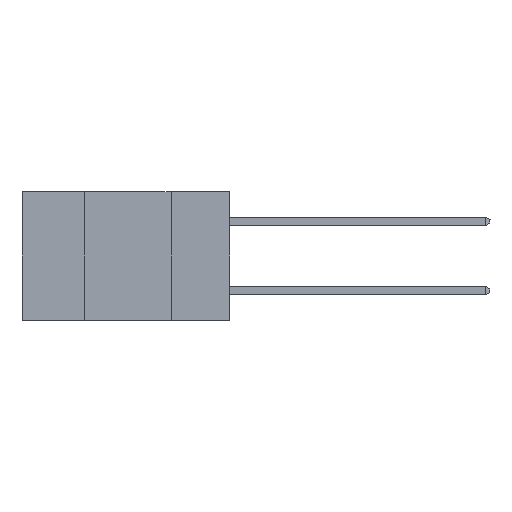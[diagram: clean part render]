
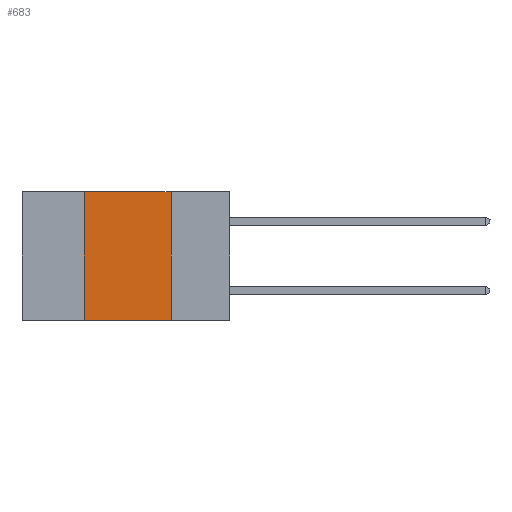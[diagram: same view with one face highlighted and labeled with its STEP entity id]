
A CAD part, left-side view. The second image highlights one B-rep face of the part: STEP entity #683.
In plain terms, the highlighted planar face has unit normal (-1, 0, 0).
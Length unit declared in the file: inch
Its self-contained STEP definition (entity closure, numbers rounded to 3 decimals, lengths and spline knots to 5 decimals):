
#683 = ADVANCED_FACE ( 'NONE', ( #14530 ), #31904, .F. ) ;
#2066 = AXIS2_PLACEMENT_3D ( 'NONE', #16134, #6980, #3758 ) ;
#2681 = CARTESIAN_POINT ( 'NONE',  ( 0., 0.42, -0.37 ) ) ;
#2682 = CARTESIAN_POINT ( 'NONE',  ( 0., 0.42, 0. ) ) ;
#2925 = EDGE_LOOP ( 'NONE', ( #30702, #11901, #13091, #28579 ) ) ;
#3758 = DIRECTION ( 'NONE',  ( 0., 0., -1. ) ) ;
#6201 = DIRECTION ( 'NONE',  ( 0., -1., 0. ) ) ;
#6980 = DIRECTION ( 'NONE',  ( 1., 0., 0. ) ) ;
#9904 = CARTESIAN_POINT ( 'NONE',  ( 0., 0.17, 0. ) ) ;
#11381 = VECTOR ( 'NONE', #6201, 39.37008 ) ;
#11901 = ORIENTED_EDGE ( 'NONE', *, *, #25730, .F. ) ;
#12451 = CARTESIAN_POINT ( 'NONE',  ( 0., 0.6, -0.37 ) ) ;
#13091 = ORIENTED_EDGE ( 'NONE', *, *, #13137, .F. ) ;
#13137 = EDGE_CURVE ( 'NONE', #16656, #22221, #19478, .T. ) ;
#13505 = EDGE_CURVE ( 'NONE', #31216, #19626, #15103, .T. ) ;
#14438 = CARTESIAN_POINT ( 'NONE',  ( 0., 0.42, 0. ) ) ;
#14530 = FACE_OUTER_BOUND ( 'NONE', #2925, .T. ) ;
#15103 = LINE ( 'NONE', #29047, #27663 ) ;
#15275 = VECTOR ( 'NONE', #30014, 39.37008 ) ;
#16134 = CARTESIAN_POINT ( 'NONE',  ( 0., 0.6, 0. ) ) ;
#16406 = CARTESIAN_POINT ( 'NONE',  ( 0., 0.6, 0. ) ) ;
#16656 = VERTEX_POINT ( 'NONE', #2681 ) ;
#18126 = LINE ( 'NONE', #16406, #11381 ) ;
#19478 = LINE ( 'NONE', #14438, #31930 ) ;
#19522 = DIRECTION ( 'NONE',  ( 0., 0., 1. ) ) ;
#19626 = VERTEX_POINT ( 'NONE', #21100 ) ;
#20381 = LINE ( 'NONE', #12451, #15275 ) ;
#21100 = CARTESIAN_POINT ( 'NONE',  ( 0., 0.17, -0.37 ) ) ;
#22221 = VERTEX_POINT ( 'NONE', #2682 ) ;
#24192 = DIRECTION ( 'NONE',  ( 0., 0., -1. ) ) ;
#25730 = EDGE_CURVE ( 'NONE', #22221, #31216, #18126, .T. ) ;
#27663 = VECTOR ( 'NONE', #24192, 39.37008 ) ;
#28579 = ORIENTED_EDGE ( 'NONE', *, *, #31214, .T. ) ;
#29047 = CARTESIAN_POINT ( 'NONE',  ( 0., 0.17, 0. ) ) ;
#30014 = DIRECTION ( 'NONE',  ( 0., -1., 0. ) ) ;
#30702 = ORIENTED_EDGE ( 'NONE', *, *, #13505, .F. ) ;
#31214 = EDGE_CURVE ( 'NONE', #16656, #19626, #20381, .T. ) ;
#31216 = VERTEX_POINT ( 'NONE', #9904 ) ;
#31904 = PLANE ( 'NONE',  #2066 ) ;
#31930 = VECTOR ( 'NONE', #19522, 39.37008 ) ;
